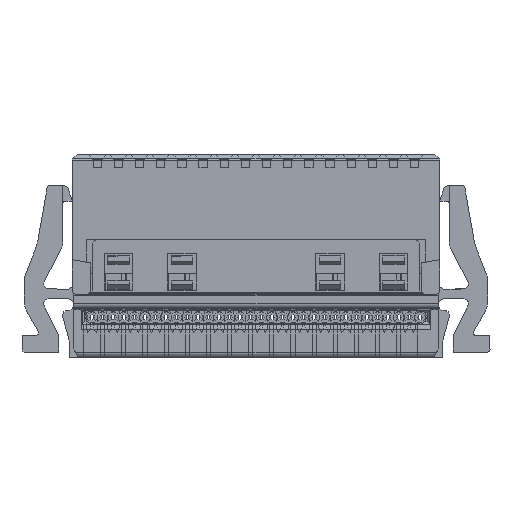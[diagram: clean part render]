
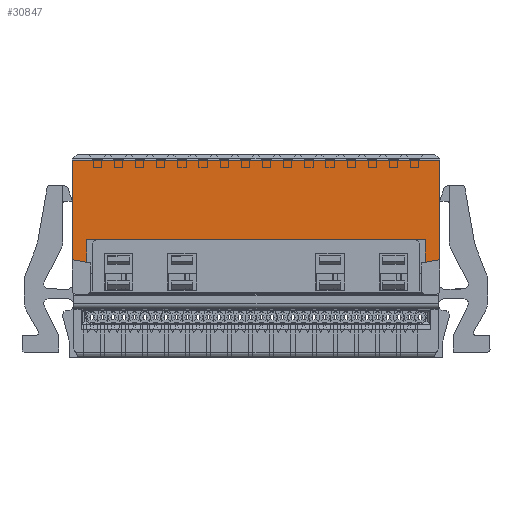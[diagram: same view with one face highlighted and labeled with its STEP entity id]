
A CAD part, front view. The second image highlights one B-rep face of the part: STEP entity #30847.
In plain terms, the highlighted planar face has unit normal (0, -1, 0).
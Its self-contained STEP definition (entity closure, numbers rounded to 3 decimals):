
#30797=AXIS2_PLACEMENT_3D('Plane Axis2P3D',#30794,#30795,#30796) ;
#24005=CARTESIAN_POINT('Vertex',(1.193,-109.925,9.429)) ;
#24008=CARTESIAN_POINT('Line Origine',(1.193,-109.925,6.439)) ;
#24012=CARTESIAN_POINT('Vertex',(1.193,-109.925,3.45)) ;
#24306=CARTESIAN_POINT('Vertex',(-20.878,-109.925,3.45)) ;
#24309=CARTESIAN_POINT('Line Origine',(-20.878,-109.925,6.439)) ;
#24313=CARTESIAN_POINT('Vertex',(-20.877,-109.925,9.429)) ;
#30794=CARTESIAN_POINT('Axis2P3D Location',(-21.122,-109.925,9.97)) ;
#30799=CARTESIAN_POINT('Line Origine',(-9.842,-109.925,9.429)) ;
#30804=CARTESIAN_POINT('Line Origine',(-20.437,-109.925,3.372)) ;
#30808=CARTESIAN_POINT('Vertex',(-19.998,-109.925,3.295)) ;
#30811=CARTESIAN_POINT('Line Origine',(-19.998,-109.925,3.972)) ;
#30815=CARTESIAN_POINT('Vertex',(-19.997,-109.925,4.65)) ;
#30818=CARTESIAN_POINT('Line Origine',(-9.842,-109.925,4.65)) ;
#30822=CARTESIAN_POINT('Vertex',(0.312,-109.925,4.65)) ;
#30825=CARTESIAN_POINT('Line Origine',(0.313,-109.925,3.972)) ;
#30829=CARTESIAN_POINT('Vertex',(0.313,-109.925,3.295)) ;
#30832=CARTESIAN_POINT('Line Origine',(0.752,-109.925,3.372)) ;
#24009=DIRECTION('Vector Direction',(0.,0.,1.)) ;
#24310=DIRECTION('Vector Direction',(0.,0.,-1.)) ;
#30795=DIRECTION('Axis2P3D Direction',(0.,-1.,0.)) ;
#30796=DIRECTION('Axis2P3D XDirection',(0.,0.,1.)) ;
#30800=DIRECTION('Vector Direction',(-1.,0.,0.)) ;
#30805=DIRECTION('Vector Direction',(0.985,0.,-0.174)) ;
#30812=DIRECTION('Vector Direction',(0.,0.,1.)) ;
#30819=DIRECTION('Vector Direction',(1.,0.,0.)) ;
#30826=DIRECTION('Vector Direction',(0.,0.,-1.)) ;
#30833=DIRECTION('Vector Direction',(0.985,0.,0.174)) ;
#24010=VECTOR('Line Direction',#24009,1.) ;
#24311=VECTOR('Line Direction',#24310,1.) ;
#30801=VECTOR('Line Direction',#30800,1.) ;
#30806=VECTOR('Line Direction',#30805,1.) ;
#30813=VECTOR('Line Direction',#30812,1.) ;
#30820=VECTOR('Line Direction',#30819,1.) ;
#30827=VECTOR('Line Direction',#30826,1.) ;
#30834=VECTOR('Line Direction',#30833,1.) ;
#30838=ORIENTED_EDGE('',*,*,#30803,.T.) ;
#30839=ORIENTED_EDGE('',*,*,#24315,.T.) ;
#30840=ORIENTED_EDGE('',*,*,#30810,.T.) ;
#30841=ORIENTED_EDGE('',*,*,#30817,.T.) ;
#30842=ORIENTED_EDGE('',*,*,#30824,.T.) ;
#30843=ORIENTED_EDGE('',*,*,#30831,.T.) ;
#30844=ORIENTED_EDGE('',*,*,#30836,.T.) ;
#30845=ORIENTED_EDGE('',*,*,#24014,.T.) ;
#30847=ADVANCED_FACE('1001\\MANIFOLD_SOLID_BREP #6532',(#30846),#30798,.T.) ;
#24014=EDGE_CURVE('',#24013,#24006,#24011,.T.) ;
#24315=EDGE_CURVE('',#24314,#24307,#24312,.T.) ;
#30803=EDGE_CURVE('',#24006,#24314,#30802,.T.) ;
#30810=EDGE_CURVE('',#24307,#30809,#30807,.T.) ;
#30817=EDGE_CURVE('',#30809,#30816,#30814,.T.) ;
#30824=EDGE_CURVE('',#30816,#30823,#30821,.T.) ;
#30831=EDGE_CURVE('',#30823,#30830,#30828,.T.) ;
#30836=EDGE_CURVE('',#30830,#24013,#30835,.T.) ;
#30837=EDGE_LOOP('',(#30838,#30839,#30840,#30841,#30842,#30843,#30844,#30845)) ;
#30846=FACE_OUTER_BOUND('',#30837,.T.) ;
#24011=LINE('Line',#24008,#24010) ;
#24312=LINE('Line',#24309,#24311) ;
#30802=LINE('Line',#30799,#30801) ;
#30807=LINE('Line',#30804,#30806) ;
#30814=LINE('Line',#30811,#30813) ;
#30821=LINE('Line',#30818,#30820) ;
#30828=LINE('Line',#30825,#30827) ;
#30835=LINE('Line',#30832,#30834) ;
#30798=PLANE('',#30797) ;
#24006=VERTEX_POINT('',#24005) ;
#24013=VERTEX_POINT('',#24012) ;
#24307=VERTEX_POINT('',#24306) ;
#24314=VERTEX_POINT('',#24313) ;
#30809=VERTEX_POINT('',#30808) ;
#30816=VERTEX_POINT('',#30815) ;
#30823=VERTEX_POINT('',#30822) ;
#30830=VERTEX_POINT('',#30829) ;
